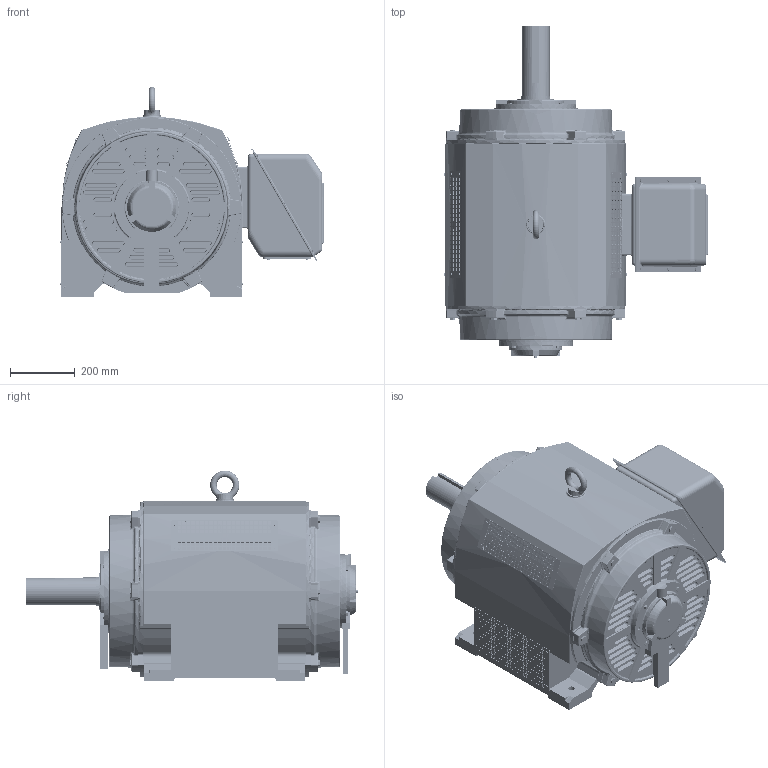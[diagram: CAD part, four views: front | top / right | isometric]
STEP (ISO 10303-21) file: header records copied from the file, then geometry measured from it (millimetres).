
FILE_DESCRIPTION(('CATIA V5 STEP Exchange'),'2;1');
FILE_NAME('3A043A505.stp','2014-04-02T09:11:07+00:00',('none'),('none'),'Unofficial Packaging Version','CATIA V5 STEP AP203','none');
FILE_SCHEMA(('CONFIG_CONTROL_DESIGN'));
Length unit declared in the file: millimetre
Products named in the file (1): #14
Bounding box: 816.35 x 1029.01 x 653.39 mm (x, y, z)
Volume: 156134912.9 mm3; surface area: 5109741.2 mm2
Topology: 1 solids, 37 shells, 9504 faces, 26098 edges, 17061 vertices
Faces by surface type: plane 4734, cylinder 3964, torus 292, bspline 290, cone 172, sphere 48, revolution 4
Entity records: 309598 total; most frequent: CARTESIAN_POINT 77886, ORIENTED_EDGE 52012, DIRECTION 39543, EDGE_CURVE 26006, VERTEX_POINT 17061, AXIS2_PLACEMENT_3D 16271, VECTOR 15682, LINE 15682
